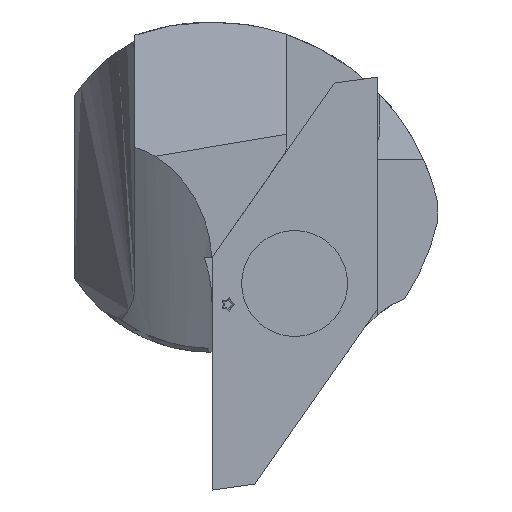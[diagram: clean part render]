
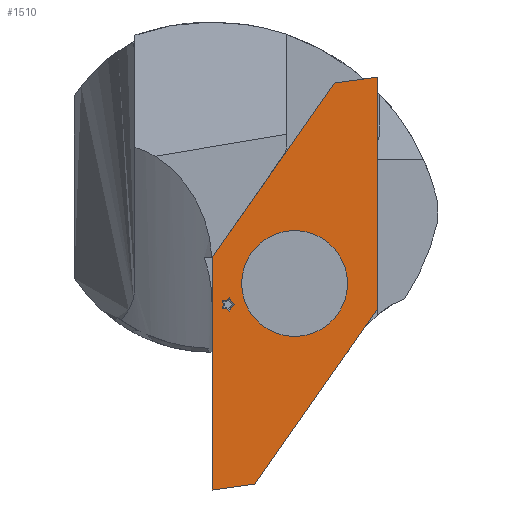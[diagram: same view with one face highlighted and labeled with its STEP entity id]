
A CAD part, left-side view. The second image highlights one B-rep face of the part: STEP entity #1510.
In plain terms, the highlighted face is planar.
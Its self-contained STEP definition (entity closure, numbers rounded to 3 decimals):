
#19 = CARTESIAN_POINT ( 'NONE',  ( -7.5, -3., 0. ) ) ;
#28 = EDGE_CURVE ( 'NONE', #1480, #233, #1387, .T. ) ;
#54 = CARTESIAN_POINT ( 'NONE',  ( -0.603, -2.477, 0. ) ) ;
#60 = VERTEX_POINT ( 'NONE', #777 ) ;
#62 = VERTEX_POINT ( 'NONE', #950 ) ;
#68 = VECTOR ( 'NONE', #1531, 1000. ) ;
#72 = EDGE_CURVE ( 'NONE', #342, #1151, #1937, .T. ) ;
#74 = VECTOR ( 'NONE', #827, 1000. ) ;
#93 = CARTESIAN_POINT ( 'NONE',  ( -0.76, -2.176, 0. ) ) ;
#104 = CARTESIAN_POINT ( 'NONE',  ( 1.925, 0., 0. ) ) ;
#118 = LINE ( 'NONE', #702, #1917 ) ;
#132 = VECTOR ( 'NONE', #890, 1000. ) ;
#153 = CARTESIAN_POINT ( 'NONE',  ( -0.907, -2.628, 0. ) ) ;
#164 = DIRECTION ( 'NONE',  ( 0.139, 0.99, 0. ) ) ;
#168 = FACE_BOUND ( 'NONE', #570, .T. ) ;
#178 = VECTOR ( 'NONE', #1965, 1000. ) ;
#191 = VECTOR ( 'NONE', #1198, 1000. ) ;
#195 = VERTEX_POINT ( 'NONE', #1868 ) ;
#214 = VERTEX_POINT ( 'NONE', #959 ) ;
#218 = ORIENTED_EDGE ( 'NONE', *, *, #370, .F. ) ;
#219 = FACE_BOUND ( 'NONE', #2132, .T. ) ;
#233 = VERTEX_POINT ( 'NONE', #452 ) ;
#303 = DIRECTION ( 'NONE',  ( -0.07, 0.998, 0. ) ) ;
#305 = EDGE_CURVE ( 'NONE', #1151, #1480, #2163, .T. ) ;
#342 = VERTEX_POINT ( 'NONE', #1556 ) ;
#365 = ORIENTED_EDGE ( 'NONE', *, *, #895, .F. ) ;
#369 = CARTESIAN_POINT ( 'NONE',  ( -0.998, -2.349, 0. ) ) ;
#370 = EDGE_CURVE ( 'NONE', #233, #732, #1079, .T. ) ;
#378 = ORIENTED_EDGE ( 'NONE', *, *, #409, .F. ) ;
#388 = EDGE_CURVE ( 'NONE', #417, #60, #545, .T. ) ;
#390 = LINE ( 'NONE', #369, #178 ) ;
#391 = CARTESIAN_POINT ( 'NONE',  ( -0.523, -2.349, 0. ) ) ;
#409 = EDGE_CURVE ( 'NONE', #1051, #195, #1157, .T. ) ;
#417 = VERTEX_POINT ( 'NONE', #1413 ) ;
#452 = CARTESIAN_POINT ( 'NONE',  ( -0.907, -2.628, 0. ) ) ;
#472 = LINE ( 'NONE', #1779, #1859 ) ;
#473 = DIRECTION ( 'NONE',  ( 0.643, 0.766, 0. ) ) ;
#501 = CIRCLE ( 'NONE', #1895, 1.925 ) ;
#517 = CARTESIAN_POINT ( 'NONE',  ( 0., 0., 0. ) ) ;
#522 = ORIENTED_EDGE ( 'NONE', *, *, #1507, .T. ) ;
#525 = CARTESIAN_POINT ( 'NONE',  ( -0.918, -2.477, 0. ) ) ;
#545 = LINE ( 'NONE', #1181, #74 ) ;
#548 = ORIENTED_EDGE ( 'NONE', *, *, #1584, .F. ) ;
#570 = EDGE_LOOP ( 'NONE', ( #522, #2260 ) ) ;
#582 = AXIS2_PLACEMENT_3D ( 'NONE', #1536, #2065, #1890 ) ;
#618 = ORIENTED_EDGE ( 'NONE', *, *, #646, .F. ) ;
#641 = CARTESIAN_POINT ( 'NONE',  ( 0., 0., 0. ) ) ;
#646 = EDGE_CURVE ( 'NONE', #195, #417, #1123, .T. ) ;
#664 = DIRECTION ( 'NONE',  ( 0., 0., 1. ) ) ;
#671 = LINE ( 'NONE', #93, #753 ) ;
#680 = DIRECTION ( 'NONE',  ( 0., 0., 1. ) ) ;
#692 = CIRCLE ( 'NONE', #582, 1.925 ) ;
#702 = CARTESIAN_POINT ( 'NONE',  ( 7.5, 3., 0. ) ) ;
#732 = VERTEX_POINT ( 'NONE', #525 ) ;
#739 = DIRECTION ( 'NONE',  ( -0.53, -0.848, 0. ) ) ;
#753 = VECTOR ( 'NONE', #1349, 1000. ) ;
#777 = CARTESIAN_POINT ( 'NONE',  ( 0.946, -3., 0. ) ) ;
#789 = CARTESIAN_POINT ( 'NONE',  ( -0.613, -2.628, 0. ) ) ;
#797 = VECTOR ( 'NONE', #303, 1000. ) ;
#798 = ORIENTED_EDGE ( 'NONE', *, *, #388, .F. ) ;
#803 = CARTESIAN_POINT ( 'NONE',  ( -0.663, -2.292, 0. ) ) ;
#823 = VERTEX_POINT ( 'NONE', #1699 ) ;
#827 = DIRECTION ( 'NONE',  ( 1., 0., 0. ) ) ;
#846 = LINE ( 'NONE', #391, #2211 ) ;
#859 = VECTOR ( 'NONE', #1646, 1000. ) ;
#882 = VERTEX_POINT ( 'NONE', #104 ) ;
#890 = DIRECTION ( 'NONE',  ( -0.139, -0.99, 0. ) ) ;
#895 = EDGE_CURVE ( 'NONE', #60, #1267, #1956, .T. ) ;
#897 = ORIENTED_EDGE ( 'NONE', *, *, #1618, .F. ) ;
#907 = CARTESIAN_POINT ( 'NONE',  ( 7.5, 3., 0. ) ) ;
#945 = CARTESIAN_POINT ( 'NONE',  ( 7.28, 1.435, 0. ) ) ;
#950 = CARTESIAN_POINT ( 'NONE',  ( -0.858, -2.292, 0. ) ) ;
#959 = CARTESIAN_POINT ( 'NONE',  ( -0.76, -2.176, 0. ) ) ;
#983 = VERTEX_POINT ( 'NONE', #2079 ) ;
#994 = VECTOR ( 'NONE', #1620, 1000. ) ;
#996 = DIRECTION ( 'NONE',  ( -1., 0., 0. ) ) ;
#1005 = CARTESIAN_POINT ( 'NONE',  ( -7.28, -1.435, 0. ) ) ;
#1009 = ORIENTED_EDGE ( 'NONE', *, *, #2164, .F. ) ;
#1028 = CARTESIAN_POINT ( 'NONE',  ( -0.858, -2.292, 0. ) ) ;
#1048 = DIRECTION ( 'NONE',  ( -0.53, 0.848, 0. ) ) ;
#1051 = VERTEX_POINT ( 'NONE', #1205 ) ;
#1050 = VECTOR ( 'NONE', #1048, 1000. ) ;
#1079 = LINE ( 'NONE', #153, #797 ) ;
#1085 = CARTESIAN_POINT ( 'NONE',  ( -0.76, -2.592, 0. ) ) ;
#1090 = EDGE_CURVE ( 'NONE', #732, #1919, #1520, .T. ) ;
#1123 = LINE ( 'NONE', #19, #132 ) ;
#1151 = VERTEX_POINT ( 'NONE', #2154 ) ;
#1157 = LINE ( 'NONE', #1005, #1382 ) ;
#1181 = CARTESIAN_POINT ( 'NONE',  ( 0.946, -3., 0. ) ) ;
#1182 = PLANE ( 'NONE',  #1421 ) ;
#1198 = DIRECTION ( 'NONE',  ( -0.97, 0.242, 0. ) ) ;
#1199 = DIRECTION ( 'NONE',  ( -1., 0., 0. ) ) ;
#1205 = CARTESIAN_POINT ( 'NONE',  ( -0.946, 3., 0. ) ) ;
#1206 = EDGE_CURVE ( 'NONE', #823, #342, #846, .T. ) ;
#1229 = VECTOR ( 'NONE', #473, 1000. ) ;
#1237 = ORIENTED_EDGE ( 'NONE', *, *, #1090, .F. ) ;
#1267 = VERTEX_POINT ( 'NONE', #945 ) ;
#1349 = DIRECTION ( 'NONE',  ( 0.643, -0.766, 0. ) ) ;
#1376 = CARTESIAN_POINT ( 'NONE',  ( -0.946, 3., 0. ) ) ;
#1382 = VECTOR ( 'NONE', #1752, 1000. ) ;
#1387 = LINE ( 'NONE', #1085, #994 ) ;
#1413 = CARTESIAN_POINT ( 'NONE',  ( -7.5, -3., 0. ) ) ;
#1421 = AXIS2_PLACEMENT_3D ( 'NONE', #641, #664, #996 ) ;
#1425 = EDGE_LOOP ( 'NONE', ( #897, #365, #798, #618, #378, #1450 ) ) ;
#1450 = ORIENTED_EDGE ( 'NONE', *, *, #1488, .F. ) ;
#1480 = VERTEX_POINT ( 'NONE', #1896 ) ;
#1488 = EDGE_CURVE ( 'NONE', #1866, #1051, #2265, .T. ) ;
#1493 = CARTESIAN_POINT ( 'NONE',  ( -0.998, -2.349, 0. ) ) ;
#1507 = EDGE_CURVE ( 'NONE', #882, #983, #692, .T. ) ;
#1510 = ADVANCED_FACE ( 'NONE', ( #1626, #168, #219 ), #1182, .F. ) ;
#1517 = VECTOR ( 'NONE', #1199, 1000. ) ;
#1520 = LINE ( 'NONE', #2112, #1050 ) ;
#1531 = DIRECTION ( 'NONE',  ( 0.819, 0.574, 0. ) ) ;
#1536 = CARTESIAN_POINT ( 'NONE',  ( 0., 0., 0. ) ) ;
#1547 = ORIENTED_EDGE ( 'NONE', *, *, #1857, .F. ) ;
#1556 = CARTESIAN_POINT ( 'NONE',  ( -0.603, -2.477, 0. ) ) ;
#1584 = EDGE_CURVE ( 'NONE', #62, #214, #2226, .T. ) ;
#1618 = EDGE_CURVE ( 'NONE', #1267, #1866, #118, .T. ) ;
#1620 = DIRECTION ( 'NONE',  ( -0.97, -0.242, 0. ) ) ;
#1626 = FACE_OUTER_BOUND ( 'NONE', #1425, .T. ) ;
#1644 = EDGE_CURVE ( 'NONE', #983, #882, #501, .T. ) ;
#1646 = DIRECTION ( 'NONE',  ( -0.07, -0.998, 0. ) ) ;
#1686 = ORIENTED_EDGE ( 'NONE', *, *, #72, .F. ) ;
#1699 = CARTESIAN_POINT ( 'NONE',  ( -0.523, -2.349, 0. ) ) ;
#1723 = CARTESIAN_POINT ( 'NONE',  ( 7.28, 1.435, 0. ) ) ;
#1752 = DIRECTION ( 'NONE',  ( -0.819, -0.574, 0. ) ) ;
#1771 = DIRECTION ( 'NONE',  ( 1., 0., 0. ) ) ;
#1777 = ORIENTED_EDGE ( 'NONE', *, *, #305, .F. ) ;
#1779 = CARTESIAN_POINT ( 'NONE',  ( -0.663, -2.292, 0. ) ) ;
#1786 = DIRECTION ( 'NONE',  ( 0.927, -0.375, 0. ) ) ;
#1842 = EDGE_CURVE ( 'NONE', #1976, #823, #472, .T. ) ;
#1857 = EDGE_CURVE ( 'NONE', #1919, #62, #390, .T. ) ;
#1859 = VECTOR ( 'NONE', #1786, 1000. ) ;
#1866 = VERTEX_POINT ( 'NONE', #907 ) ;
#1868 = CARTESIAN_POINT ( 'NONE',  ( -7.28, -1.435, 0. ) ) ;
#1890 = DIRECTION ( 'NONE',  ( 1., 0., 0. ) ) ;
#1895 = AXIS2_PLACEMENT_3D ( 'NONE', #517, #680, #1771 ) ;
#1896 = CARTESIAN_POINT ( 'NONE',  ( -0.76, -2.592, 0. ) ) ;
#1916 = ORIENTED_EDGE ( 'NONE', *, *, #1206, .F. ) ;
#1917 = VECTOR ( 'NONE', #164, 1000. ) ;
#1919 = VERTEX_POINT ( 'NONE', #1493 ) ;
#1937 = LINE ( 'NONE', #54, #859 ) ;
#1956 = LINE ( 'NONE', #1723, #68 ) ;
#1965 = DIRECTION ( 'NONE',  ( 0.927, 0.375, 0. ) ) ;
#1976 = VERTEX_POINT ( 'NONE', #803 ) ;
#2065 = DIRECTION ( 'NONE',  ( 0., 0., 1. ) ) ;
#2079 = CARTESIAN_POINT ( 'NONE',  ( -1.925, 0., 0. ) ) ;
#2111 = ORIENTED_EDGE ( 'NONE', *, *, #1842, .F. ) ;
#2112 = CARTESIAN_POINT ( 'NONE',  ( -0.918, -2.477, 0. ) ) ;
#2132 = EDGE_LOOP ( 'NONE', ( #218, #2189, #1777, #1686, #1916, #2111, #1009, #548, #1547, #1237 ) ) ;
#2154 = CARTESIAN_POINT ( 'NONE',  ( -0.613, -2.628, 0. ) ) ;
#2163 = LINE ( 'NONE', #789, #191 ) ;
#2164 = EDGE_CURVE ( 'NONE', #214, #1976, #671, .T. ) ;
#2189 = ORIENTED_EDGE ( 'NONE', *, *, #28, .F. ) ;
#2211 = VECTOR ( 'NONE', #739, 1000. ) ;
#2226 = LINE ( 'NONE', #1028, #1229 ) ;
#2260 = ORIENTED_EDGE ( 'NONE', *, *, #1644, .T. ) ;
#2265 = LINE ( 'NONE', #1376, #1517 ) ;
